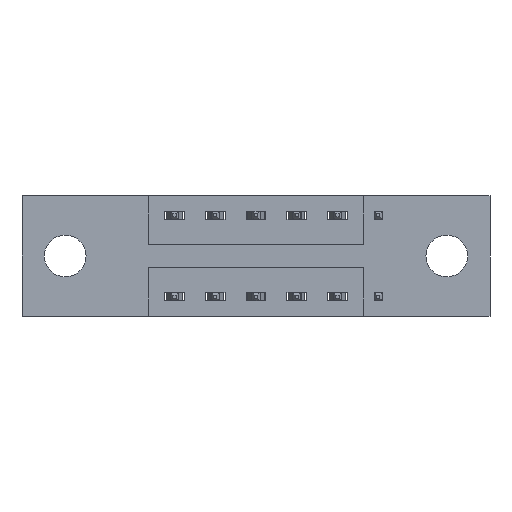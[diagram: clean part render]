
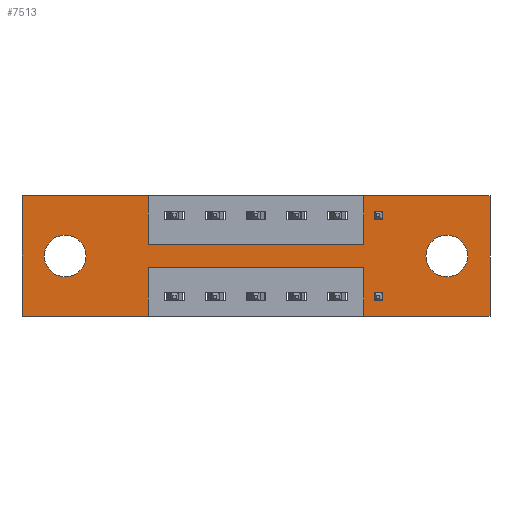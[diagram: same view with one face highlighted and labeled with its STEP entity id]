
A CAD part, front view. The second image highlights one B-rep face of the part: STEP entity #7513.
In plain terms, the highlighted planar face has unit normal (0, -1, 0).
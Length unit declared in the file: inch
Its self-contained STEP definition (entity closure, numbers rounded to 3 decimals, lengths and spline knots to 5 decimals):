
#14 = LINE ( 'NONE', #3273, #4953 ) ;
#145 = DIRECTION ( 'NONE',  ( 0., 1., 0. ) ) ;
#151 = DIRECTION ( 'NONE',  ( 0., 0., -1. ) ) ;
#181 = EDGE_CURVE ( 'NONE', #632, #4837, #6296, .T. ) ;
#221 = CARTESIAN_POINT ( 'NONE',  ( 1.0475, 0., 0. ) ) ;
#254 = ORIENTED_EDGE ( 'NONE', *, *, #5290, .F. ) ;
#363 = ORIENTED_EDGE ( 'NONE', *, *, #4025, .F. ) ;
#391 = ORIENTED_EDGE ( 'NONE', *, *, #7870, .F. ) ;
#412 = DIRECTION ( 'NONE',  ( 0., 0., -1. ) ) ;
#518 = FACE_OUTER_BOUND ( 'NONE', #7957, .T. ) ;
#537 = CARTESIAN_POINT ( 'NONE',  ( 1.435, 0., 0. ) ) ;
#620 = LINE ( 'NONE', #5802, #6291 ) ;
#632 = VERTEX_POINT ( 'NONE', #2223 ) ;
#695 = VERTEX_POINT ( 'NONE', #8277 ) ;
#776 = CARTESIAN_POINT ( 'NONE',  ( 1.0475, 0., -0.22 ) ) ;
#859 = LINE ( 'NONE', #221, #1316 ) ;
#903 = AXIS2_PLACEMENT_3D ( 'NONE', #2990, #3063, #5695 ) ;
#985 = CARTESIAN_POINT ( 'NONE',  ( 0., 0., 0. ) ) ;
#1017 = LINE ( 'NONE', #3637, #7779 ) ;
#1037 = VECTOR ( 'NONE', #1572, 39.37008 ) ;
#1090 = VERTEX_POINT ( 'NONE', #776 ) ;
#1142 = VERTEX_POINT ( 'NONE', #7073 ) ;
#1316 = VECTOR ( 'NONE', #3429, 39.37008 ) ;
#1382 = CARTESIAN_POINT ( 'NONE',  ( 0.3875, 0., -0.22 ) ) ;
#1413 = ORIENTED_EDGE ( 'NONE', *, *, #5119, .F. ) ;
#1427 = VECTOR ( 'NONE', #8329, 39.37008 ) ;
#1553 = ORIENTED_EDGE ( 'NONE', *, *, #6018, .F. ) ;
#1572 = DIRECTION ( 'NONE',  ( 0., 0., 1. ) ) ;
#1585 = ORIENTED_EDGE ( 'NONE', *, *, #6154, .F. ) ;
#1594 = VERTEX_POINT ( 'NONE', #7967 ) ;
#1713 = DIRECTION ( 'NONE',  ( -1., 0., 0. ) ) ;
#1728 = VECTOR ( 'NONE', #151, 39.37008 ) ;
#1766 = DIRECTION ( 'NONE',  ( 1., 0., 0. ) ) ;
#1819 = CIRCLE ( 'NONE', #5367, 0.064 ) ;
#1851 = LINE ( 'NONE', #5683, #1427 ) ;
#1867 = CIRCLE ( 'NONE', #2556, 0.064 ) ;
#2169 = ORIENTED_EDGE ( 'NONE', *, *, #181, .F. ) ;
#2223 = CARTESIAN_POINT ( 'NONE',  ( 1.435, 0., 0. ) ) ;
#2380 = LINE ( 'NONE', #3766, #5504 ) ;
#2405 = CARTESIAN_POINT ( 'NONE',  ( 0., 0., 0. ) ) ;
#2413 = CARTESIAN_POINT ( 'NONE',  ( 1.3025, 0., -0.249 ) ) ;
#2502 = CARTESIAN_POINT ( 'NONE',  ( 1.435, 0., -0.37 ) ) ;
#2526 = LINE ( 'NONE', #1382, #4735 ) ;
#2542 = DIRECTION ( 'NONE',  ( 1., 0., 0. ) ) ;
#2556 = AXIS2_PLACEMENT_3D ( 'NONE', #2906, #5482, #8050 ) ;
#2633 = DIRECTION ( 'NONE',  ( 0., 0., -1. ) ) ;
#2670 = CARTESIAN_POINT ( 'NONE',  ( 0.3875, 0., -0.22 ) ) ;
#2679 = DIRECTION ( 'NONE',  ( 0., 1., 0. ) ) ;
#2906 = CARTESIAN_POINT ( 'NONE',  ( 1.3025, 0., -0.185 ) ) ;
#2990 = CARTESIAN_POINT ( 'NONE',  ( 0.1325, 0., -0.185 ) ) ;
#3063 = DIRECTION ( 'NONE',  ( 0., 1., 0. ) ) ;
#3097 = ORIENTED_EDGE ( 'NONE', *, *, #8008, .F. ) ;
#3107 = PLANE ( 'NONE',  #5270 ) ;
#3147 = DIRECTION ( 'NONE',  ( 0., 0., -1. ) ) ;
#3149 = CARTESIAN_POINT ( 'NONE',  ( 0., 0., -0.37 ) ) ;
#3168 = EDGE_CURVE ( 'NONE', #4946, #695, #1819, .T. ) ;
#3211 = CARTESIAN_POINT ( 'NONE',  ( 0.3875, 0., 0. ) ) ;
#3264 = EDGE_CURVE ( 'NONE', #5357, #5893, #859, .T. ) ;
#3273 = CARTESIAN_POINT ( 'NONE',  ( 0., 0., -0.37 ) ) ;
#3397 = CARTESIAN_POINT ( 'NONE',  ( 1.0475, 0., -0.37 ) ) ;
#3429 = DIRECTION ( 'NONE',  ( 0., 0., 1. ) ) ;
#3458 = CARTESIAN_POINT ( 'NONE',  ( 1.3025, 0., -0.185 ) ) ;
#3531 = FACE_BOUND ( 'NONE', #4655, .T. ) ;
#3582 = VECTOR ( 'NONE', #2542, 39.37008 ) ;
#3597 = VERTEX_POINT ( 'NONE', #2413 ) ;
#3637 = CARTESIAN_POINT ( 'NONE',  ( 0.3875, 0., -0.15 ) ) ;
#3758 = EDGE_CURVE ( 'NONE', #3597, #7525, #7357, .T. ) ;
#3766 = CARTESIAN_POINT ( 'NONE',  ( 0.3875, 0., -0.37 ) ) ;
#3896 = CARTESIAN_POINT ( 'NONE',  ( 1.0475, 0., -0.15 ) ) ;
#3985 = CARTESIAN_POINT ( 'NONE',  ( 0.1325, 0., -0.249 ) ) ;
#4011 = VECTOR ( 'NONE', #1766, 39.37008 ) ;
#4025 = EDGE_CURVE ( 'NONE', #5893, #632, #6922, .T. ) ;
#4087 = CARTESIAN_POINT ( 'NONE',  ( 0.3875, 0., -0.37 ) ) ;
#4143 = VERTEX_POINT ( 'NONE', #2670 ) ;
#4333 = ORIENTED_EDGE ( 'NONE', *, *, #4849, .F. ) ;
#4359 = CARTESIAN_POINT ( 'NONE',  ( 0., 0., 0. ) ) ;
#4423 = FACE_BOUND ( 'NONE', #6608, .T. ) ;
#4505 = EDGE_CURVE ( 'NONE', #8047, #1594, #620, .T. ) ;
#4655 = EDGE_LOOP ( 'NONE', ( #7892, #7446 ) ) ;
#4696 = CARTESIAN_POINT ( 'NONE',  ( 1.0475, 0., 0. ) ) ;
#4735 = VECTOR ( 'NONE', #8310, 39.37008 ) ;
#4767 = VERTEX_POINT ( 'NONE', #985 ) ;
#4837 = VERTEX_POINT ( 'NONE', #2502 ) ;
#4849 = EDGE_CURVE ( 'NONE', #4837, #1142, #14, .T. ) ;
#4946 = VERTEX_POINT ( 'NONE', #3985 ) ;
#4953 = VECTOR ( 'NONE', #5110, 39.37008 ) ;
#5110 = DIRECTION ( 'NONE',  ( -1., 0., 0. ) ) ;
#5119 = EDGE_CURVE ( 'NONE', #7689, #5357, #1017, .T. ) ;
#5213 = EDGE_CURVE ( 'NONE', #1594, #4767, #1851, .T. ) ;
#5255 = LINE ( 'NONE', #3211, #1728 ) ;
#5270 = AXIS2_PLACEMENT_3D ( 'NONE', #3149, #5699, #5494 ) ;
#5290 = EDGE_CURVE ( 'NONE', #4767, #5892, #6438, .T. ) ;
#5357 = VERTEX_POINT ( 'NONE', #3896 ) ;
#5367 = AXIS2_PLACEMENT_3D ( 'NONE', #7913, #145, #5406 ) ;
#5406 = DIRECTION ( 'NONE',  ( 0., 0., 1. ) ) ;
#5479 = LINE ( 'NONE', #3397, #1037 ) ;
#5482 = DIRECTION ( 'NONE',  ( 0., 1., 0. ) ) ;
#5494 = DIRECTION ( 'NONE',  ( 0., 0., -1. ) ) ;
#5504 = VECTOR ( 'NONE', #3147, 39.37008 ) ;
#5520 = ORIENTED_EDGE ( 'NONE', *, *, #6182, .T. ) ;
#5557 = ORIENTED_EDGE ( 'NONE', *, *, #5213, .F. ) ;
#5596 = DIRECTION ( 'NONE',  ( 1., 0., 0. ) ) ;
#5683 = CARTESIAN_POINT ( 'NONE',  ( 0., 0., 0. ) ) ;
#5695 = DIRECTION ( 'NONE',  ( 0., 0., 1. ) ) ;
#5699 = DIRECTION ( 'NONE',  ( 0., -1., 0. ) ) ;
#5802 = CARTESIAN_POINT ( 'NONE',  ( 0., 0., -0.37 ) ) ;
#5892 = VERTEX_POINT ( 'NONE', #7074 ) ;
#5893 = VERTEX_POINT ( 'NONE', #4696 ) ;
#6002 = VECTOR ( 'NONE', #412, 39.37008 ) ;
#6018 = EDGE_CURVE ( 'NONE', #1142, #1090, #5479, .T. ) ;
#6154 = EDGE_CURVE ( 'NONE', #4143, #8047, #2380, .T. ) ;
#6182 = EDGE_CURVE ( 'NONE', #695, #4946, #7644, .T. ) ;
#6291 = VECTOR ( 'NONE', #1713, 39.37008 ) ;
#6296 = LINE ( 'NONE', #537, #6002 ) ;
#6438 = LINE ( 'NONE', #4359, #3582 ) ;
#6608 = EDGE_LOOP ( 'NONE', ( #5520, #6659 ) ) ;
#6659 = ORIENTED_EDGE ( 'NONE', *, *, #3168, .T. ) ;
#6922 = LINE ( 'NONE', #2405, #4011 ) ;
#7073 = CARTESIAN_POINT ( 'NONE',  ( 1.0475, 0., -0.37 ) ) ;
#7074 = CARTESIAN_POINT ( 'NONE',  ( 0.3875, 0., 0. ) ) ;
#7357 = CIRCLE ( 'NONE', #8313, 0.064 ) ;
#7381 = CARTESIAN_POINT ( 'NONE',  ( 0.3875, 0., -0.15 ) ) ;
#7392 = ORIENTED_EDGE ( 'NONE', *, *, #4505, .F. ) ;
#7446 = ORIENTED_EDGE ( 'NONE', *, *, #3758, .T. ) ;
#7513 = ADVANCED_FACE ( 'NONE', ( #3531, #4423, #518 ), #3107, .T. ) ;
#7525 = VERTEX_POINT ( 'NONE', #7661 ) ;
#7644 = CIRCLE ( 'NONE', #903, 0.064 ) ;
#7661 = CARTESIAN_POINT ( 'NONE',  ( 1.3025, 0., -0.121 ) ) ;
#7689 = VERTEX_POINT ( 'NONE', #7381 ) ;
#7779 = VECTOR ( 'NONE', #5596, 39.37008 ) ;
#7839 = ORIENTED_EDGE ( 'NONE', *, *, #3264, .F. ) ;
#7870 = EDGE_CURVE ( 'NONE', #1090, #4143, #2526, .T. ) ;
#7892 = ORIENTED_EDGE ( 'NONE', *, *, #8153, .T. ) ;
#7913 = CARTESIAN_POINT ( 'NONE',  ( 0.1325, 0., -0.185 ) ) ;
#7957 = EDGE_LOOP ( 'NONE', ( #1585, #391, #1553, #4333, #2169, #363, #7839, #1413, #3097, #254, #5557, #7392 ) ) ;
#7967 = CARTESIAN_POINT ( 'NONE',  ( 0., 0., -0.37 ) ) ;
#8008 = EDGE_CURVE ( 'NONE', #5892, #7689, #5255, .T. ) ;
#8047 = VERTEX_POINT ( 'NONE', #4087 ) ;
#8050 = DIRECTION ( 'NONE',  ( 0., 0., -1. ) ) ;
#8153 = EDGE_CURVE ( 'NONE', #7525, #3597, #1867, .T. ) ;
#8277 = CARTESIAN_POINT ( 'NONE',  ( 0.1325, 0., -0.121 ) ) ;
#8310 = DIRECTION ( 'NONE',  ( -1., 0., 0. ) ) ;
#8313 = AXIS2_PLACEMENT_3D ( 'NONE', #3458, #2679, #2633 ) ;
#8329 = DIRECTION ( 'NONE',  ( 0., 0., 1. ) ) ;
